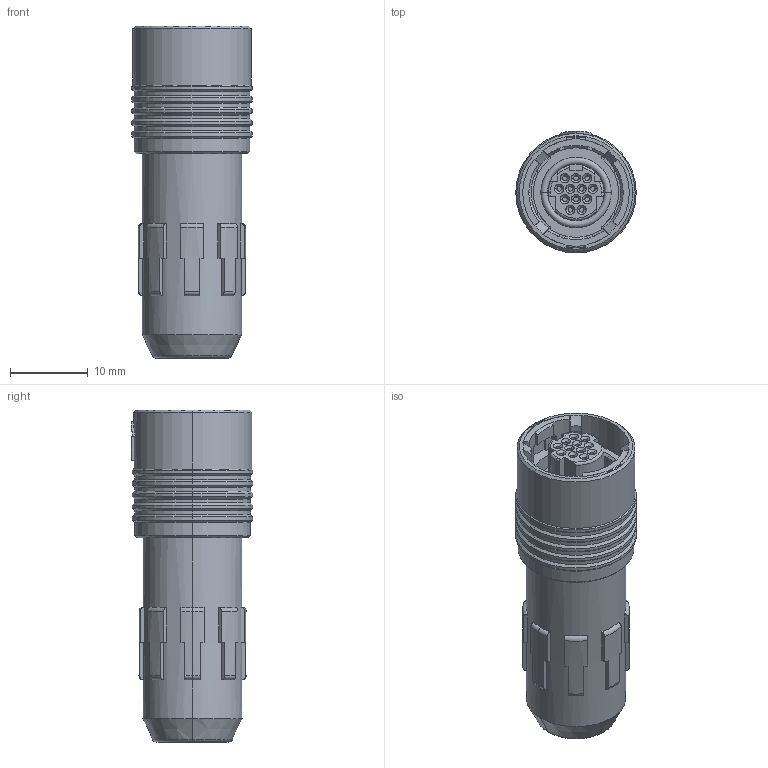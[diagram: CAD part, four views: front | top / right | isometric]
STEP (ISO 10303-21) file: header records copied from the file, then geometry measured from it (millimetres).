
FILE_DESCRIPTION(('OneSpaceDesigner STEP Export'),'2;1');
FILE_NAME('HR30-7P-12S.stp','2008-03-05T21:04:57',(''),(''),'OneSpace Designer STEP processor for AP214 (Solid Model)','OneSpace Modeling 15.00A 14-Mar-2007 (C) CoCreate Software GmbH','');
FILE_SCHEMA(('AUTOMOTIVE_DESIGN { 1 0 10303 214 1 1 1 1 }'));
Length unit declared in the file: millimetre
Products named in the file (3): HR30-7P-12S; ORING
Assembly tree (1 placements, depth 2):
  HR30-7P-12S
    HR30-7P-12S
  ORING
Bounding box: 15.5 x 15.65 x 42.7 mm (x, y, z)
Volume: 5383.6 mm3; surface area: 3983.5 mm2
Topology: 2 solids, 2 shells, 396 faces, 1046 edges, 663 vertices
Faces by surface type: plane 160, cylinder 120, cone 77, torus 39
Entity records: 13936 total; most frequent: CARTESIAN_POINT 4923, ORIENTED_EDGE 2092, DIRECTION 1597, EDGE_CURVE 1046, VERTEX_POINT 663, AXIS2_PLACEMENT_3D 541, VECTOR 515, LINE 515
